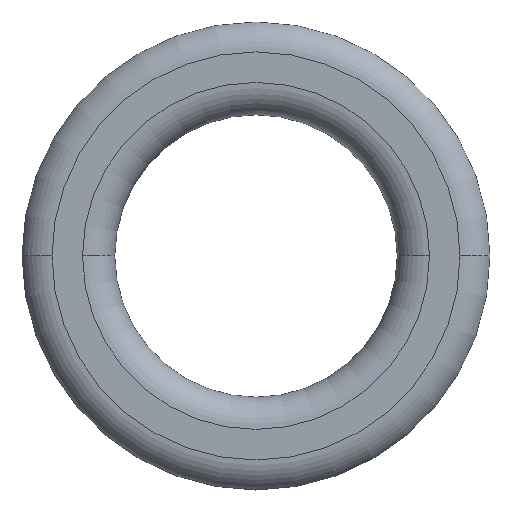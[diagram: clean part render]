
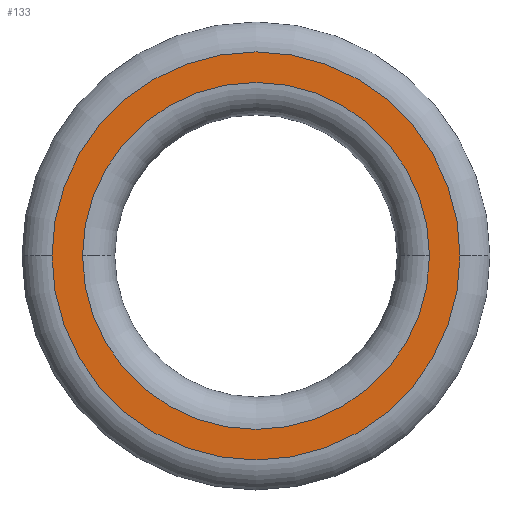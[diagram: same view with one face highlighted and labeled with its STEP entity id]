
A CAD part, top view. The second image highlights one B-rep face of the part: STEP entity #133.
In plain terms, the highlighted planar face has unit normal (0, 0, 1).
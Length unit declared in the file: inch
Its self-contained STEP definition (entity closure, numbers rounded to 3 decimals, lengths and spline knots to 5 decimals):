
#2 = CIRCLE ( 'NONE', #282, 0.6323 ) ;
#5 = DIRECTION ( 'NONE',  ( 0., 0., 1. ) ) ;
#29 = EDGE_CURVE ( 'NONE', #343, #383, #191, .T. ) ;
#31 = CARTESIAN_POINT ( 'NONE',  ( 0., 0., 0.125 ) ) ;
#36 = AXIS2_PLACEMENT_3D ( 'NONE', #31, #408, #205 ) ;
#53 = CARTESIAN_POINT ( 'NONE',  ( 0.5375, 0., 0.125 ) ) ;
#54 = CIRCLE ( 'NONE', #188, 0.6323 ) ;
#61 = FACE_OUTER_BOUND ( 'NONE', #187, .T. ) ;
#62 = CARTESIAN_POINT ( 'NONE',  ( -0.6323, 0., 0.125 ) ) ;
#66 = CARTESIAN_POINT ( 'NONE',  ( 0., 0., 0.125 ) ) ;
#80 = VERTEX_POINT ( 'NONE', #109 ) ;
#96 = CARTESIAN_POINT ( 'NONE',  ( 0., 0., 0.125 ) ) ;
#98 = EDGE_CURVE ( 'NONE', #349, #80, #2, .T. ) ;
#101 = CARTESIAN_POINT ( 'NONE',  ( 0., 0., 0.125 ) ) ;
#106 = AXIS2_PLACEMENT_3D ( 'NONE', #101, #444, #260 ) ;
#109 = CARTESIAN_POINT ( 'NONE',  ( 0.6323, 0., 0.125 ) ) ;
#133 = ADVANCED_FACE ( 'NONE', ( #61, #142 ), #449, .T. ) ;
#142 = FACE_BOUND ( 'NONE', #467, .T. ) ;
#187 = EDGE_LOOP ( 'NONE', ( #460, #315 ) ) ;
#188 = AXIS2_PLACEMENT_3D ( 'NONE', #96, #5, #357 ) ;
#191 = CIRCLE ( 'NONE', #106, 0.5375 ) ;
#205 = DIRECTION ( 'NONE',  ( 1., 0., 0. ) ) ;
#209 = AXIS2_PLACEMENT_3D ( 'NONE', #434, #327, #472 ) ;
#258 = DIRECTION ( 'NONE',  ( 1., 0., 0. ) ) ;
#260 = DIRECTION ( 'NONE',  ( 1., 0., 0. ) ) ;
#282 = AXIS2_PLACEMENT_3D ( 'NONE', #66, #484, #258 ) ;
#296 = CIRCLE ( 'NONE', #209, 0.5375 ) ;
#306 = EDGE_CURVE ( 'NONE', #383, #343, #296, .T. ) ;
#315 = ORIENTED_EDGE ( 'NONE', *, *, #475, .T. ) ;
#327 = DIRECTION ( 'NONE',  ( 0., 0., -1. ) ) ;
#336 = ORIENTED_EDGE ( 'NONE', *, *, #306, .T. ) ;
#343 = VERTEX_POINT ( 'NONE', #53 ) ;
#349 = VERTEX_POINT ( 'NONE', #62 ) ;
#357 = DIRECTION ( 'NONE',  ( 1., 0., 0. ) ) ;
#358 = CARTESIAN_POINT ( 'NONE',  ( -0.5375, 0., 0.125 ) ) ;
#383 = VERTEX_POINT ( 'NONE', #358 ) ;
#408 = DIRECTION ( 'NONE',  ( 0., 0., 1. ) ) ;
#434 = CARTESIAN_POINT ( 'NONE',  ( 0., 0., 0.125 ) ) ;
#444 = DIRECTION ( 'NONE',  ( 0., 0., -1. ) ) ;
#449 = PLANE ( 'NONE',  #36 ) ;
#452 = ORIENTED_EDGE ( 'NONE', *, *, #29, .T. ) ;
#460 = ORIENTED_EDGE ( 'NONE', *, *, #98, .T. ) ;
#467 = EDGE_LOOP ( 'NONE', ( #452, #336 ) ) ;
#472 = DIRECTION ( 'NONE',  ( 1., 0., 0. ) ) ;
#475 = EDGE_CURVE ( 'NONE', #80, #349, #54, .T. ) ;
#484 = DIRECTION ( 'NONE',  ( 0., 0., 1. ) ) ;
